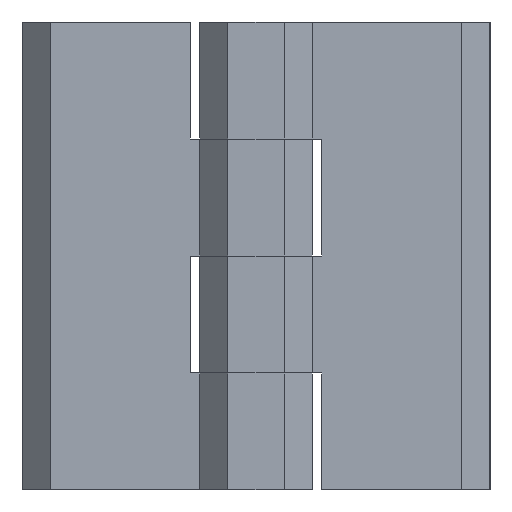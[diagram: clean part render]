
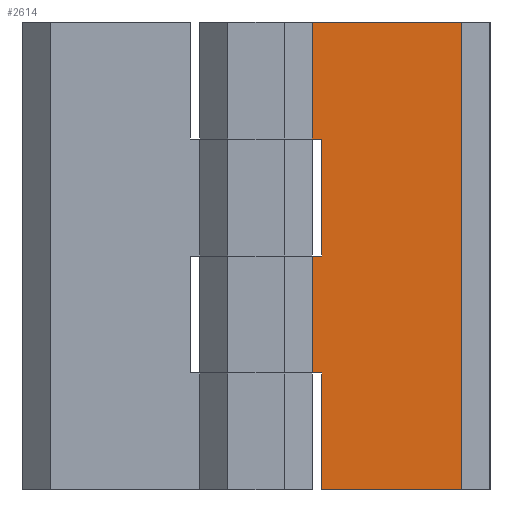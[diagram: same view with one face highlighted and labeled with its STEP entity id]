
A CAD part, front view. The second image highlights one B-rep face of the part: STEP entity #2614.
In plain terms, the highlighted free-form (B-spline) face has degree [1, 1] with [2, 2] control points.
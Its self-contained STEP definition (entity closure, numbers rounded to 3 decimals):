
#1967=CARTESIAN_POINT('',(7.,0.5,25.0));
#1968=VERTEX_POINT('',#1967);
#1969=CARTESIAN_POINT('',(7.,0.5,37.5));
#1970=VERTEX_POINT('',#1969);
#1971=CARTESIAN_POINT('',(7.,0.5,25.0));
#1972=CARTESIAN_POINT('',(7.,0.5,37.5));
#1973=QUASI_UNIFORM_CURVE('',1,(#1971,#1972),.UNSPECIFIED.,.F.,.U.);
#1974=EDGE_CURVE('',#1968,#1970,#1973,.T.);
#2003=CARTESIAN_POINT('',(6.0,0.5,25.0));
#2004=VERTEX_POINT('',#2003);
#2005=CARTESIAN_POINT('',(6.0,0.5,25.0));
#2006=CARTESIAN_POINT('',(7.,0.5,25.0));
#2007=QUASI_UNIFORM_CURVE('',1,(#2005,#2006),.UNSPECIFIED.,.F.,.U.);
#2008=EDGE_CURVE('',#2004,#1968,#2007,.T.);
#2094=CARTESIAN_POINT('',(6.0,0.5,37.5));
#2095=VERTEX_POINT('',#2094);
#2096=CARTESIAN_POINT('',(7.,0.5,37.5));
#2097=CARTESIAN_POINT('',(6.0,0.5,37.5));
#2098=QUASI_UNIFORM_CURVE('',1,(#2096,#2097),.UNSPECIFIED.,.F.,.U.);
#2099=EDGE_CURVE('',#1970,#2095,#2098,.T.);
#2185=CARTESIAN_POINT('',(7.,0.5,12.5));
#2186=VERTEX_POINT('',#2185);
#2187=CARTESIAN_POINT('',(6.0,0.5,12.5));
#2188=VERTEX_POINT('',#2187);
#2189=CARTESIAN_POINT('',(7.,0.5,12.5));
#2190=CARTESIAN_POINT('',(6.0,0.5,12.5));
#2191=QUASI_UNIFORM_CURVE('',1,(#2189,#2190),.UNSPECIFIED.,.F.,.U.);
#2192=EDGE_CURVE('',#2186,#2188,#2191,.T.);
#2284=CARTESIAN_POINT('',(7.,0.5,0.0));
#2285=VERTEX_POINT('',#2284);
#2286=CARTESIAN_POINT('',(7.,0.5,0.0));
#2287=CARTESIAN_POINT('',(7.,0.5,12.5));
#2288=QUASI_UNIFORM_CURVE('',1,(#2286,#2287),.UNSPECIFIED.,.F.,.U.);
#2289=EDGE_CURVE('',#2285,#2186,#2288,.T.);
#2327=CARTESIAN_POINT('',(22.,0.5,0.0));
#2328=VERTEX_POINT('',#2327);
#2334=CARTESIAN_POINT('',(22.,0.5,0.0));
#2335=CARTESIAN_POINT('',(7.,0.5,0.0));
#2336=QUASI_UNIFORM_CURVE('',1,(#2334,#2335),.UNSPECIFIED.,.F.,.U.);
#2337=EDGE_CURVE('',#2328,#2285,#2336,.T.);
#2413=CARTESIAN_POINT('',(6.0,0.5,50.0));
#2414=VERTEX_POINT('',#2413);
#2420=CARTESIAN_POINT('',(22.,0.5,50.0));
#2421=VERTEX_POINT('',#2420);
#2422=CARTESIAN_POINT('',(22.,0.5,50.0));
#2423=CARTESIAN_POINT('',(6.0,0.5,50.0));
#2424=QUASI_UNIFORM_CURVE('',1,(#2422,#2423),.UNSPECIFIED.,.F.,.U.);
#2425=EDGE_CURVE('',#2421,#2414,#2424,.T.);
#2581=CARTESIAN_POINT('',(6.0,0.5,25.0));
#2582=CARTESIAN_POINT('',(6.0,0.5,12.5));
#2583=QUASI_UNIFORM_CURVE('',1,(#2581,#2582),.UNSPECIFIED.,.F.,.U.);
#2584=EDGE_CURVE('',#2004,#2188,#2583,.T.);
#2589=CARTESIAN_POINT('',(5.201,0.5,52.497));
#2590=CARTESIAN_POINT('',(5.201,0.5,-2.498));
#2591=CARTESIAN_POINT('',(22.799,0.5,52.497));
#2592=CARTESIAN_POINT('',(22.799,0.5,-2.498));
#2593=B_SPLINE_SURFACE_WITH_KNOTS('',1,1,((#2589,#2591),(#2590,#2592)),.UNSPECIFIED.,.F.,.F.,.U.,(2,2),(2,2),(0.0,54.995),(0.0,17.598),.UNSPECIFIED.);
#2594=ORIENTED_EDGE('',*,*,#2099,.F.);
#2595=ORIENTED_EDGE('',*,*,#1974,.F.);
#2596=ORIENTED_EDGE('',*,*,#2008,.F.);
#2597=ORIENTED_EDGE('',*,*,#2584,.T.);
#2598=ORIENTED_EDGE('',*,*,#2192,.F.);
#2599=ORIENTED_EDGE('',*,*,#2289,.F.);
#2600=ORIENTED_EDGE('',*,*,#2337,.F.);
#2601=CARTESIAN_POINT('',(22.,0.5,50.0));
#2602=CARTESIAN_POINT('',(22.,0.5,0.0));
#2603=QUASI_UNIFORM_CURVE('',1,(#2601,#2602),.UNSPECIFIED.,.F.,.U.);
#2604=EDGE_CURVE('',#2421,#2328,#2603,.T.);
#2605=ORIENTED_EDGE('',*,*,#2604,.F.);
#2606=ORIENTED_EDGE('',*,*,#2425,.T.);
#2607=CARTESIAN_POINT('',(6.0,0.5,50.0));
#2608=CARTESIAN_POINT('',(6.0,0.5,37.5));
#2609=QUASI_UNIFORM_CURVE('',1,(#2607,#2608),.UNSPECIFIED.,.F.,.U.);
#2610=EDGE_CURVE('',#2414,#2095,#2609,.T.);
#2611=ORIENTED_EDGE('',*,*,#2610,.T.);
#2612=EDGE_LOOP('',(#2594,#2595,#2596,#2597,#2598,#2599,#2600,#2605,#2606,#2611));
#2613=FACE_OUTER_BOUND('',#2612,.T.);
#2614=ADVANCED_FACE('',(#2613),#2593,.T.);
